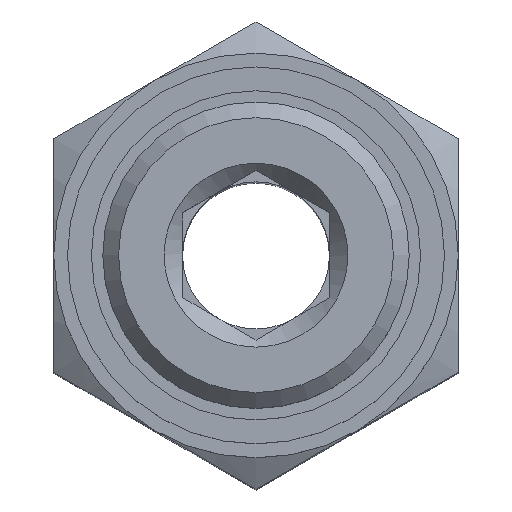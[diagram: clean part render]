
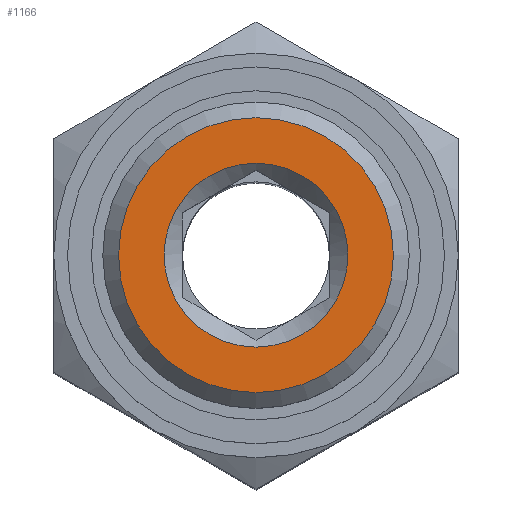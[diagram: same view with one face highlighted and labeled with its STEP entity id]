
A CAD part, top view. The second image highlights one B-rep face of the part: STEP entity #1166.
In plain terms, the highlighted planar face has unit normal (0, 0, 1).
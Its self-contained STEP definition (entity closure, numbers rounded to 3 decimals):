
#70=PLANE('',#1243);
#171=ORIENTED_EDGE('',*,*,#369,.F.);
#172=ORIENTED_EDGE('',*,*,#370,.T.);
#369=EDGE_CURVE('',#462,#462,#525,.T.);
#370=EDGE_CURVE('',#463,#463,#526,.T.);
#462=VERTEX_POINT('',#1651);
#463=VERTEX_POINT('',#1653);
#525=CIRCLE('',#1244,7.475);
#526=CIRCLE('',#1245,5.);
#565=EDGE_LOOP('',(#171));
#566=EDGE_LOOP('',(#172));
#653=FACE_BOUND('',#565,.T.);
#654=FACE_BOUND('',#566,.T.);
#1166=ADVANCED_FACE('',(#653,#654),#70,.F.);
#1243=AXIS2_PLACEMENT_3D('',#1649,#1369,#1370);
#1244=AXIS2_PLACEMENT_3D('',#1650,#1371,#1372);
#1245=AXIS2_PLACEMENT_3D('',#1652,#1373,#1374);
#1369=DIRECTION('',(0.,0.,-1.));
#1370=DIRECTION('',(-1.,0.,0.));
#1371=DIRECTION('',(0.,0.,-1.));
#1372=DIRECTION('',(-1.,0.,0.));
#1373=DIRECTION('',(0.,0.,-1.));
#1374=DIRECTION('',(-1.,0.,0.));
#1649=CARTESIAN_POINT('',(0.,0.,11.));
#1650=CARTESIAN_POINT('',(0.,0.,11.));
#1651=CARTESIAN_POINT('',(-7.475,0.,11.));
#1652=CARTESIAN_POINT('',(0.,0.,11.));
#1653=CARTESIAN_POINT('',(-5.,0.,11.));
